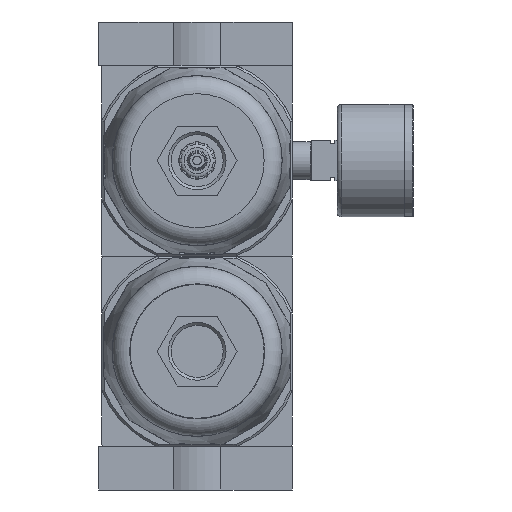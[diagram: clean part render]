
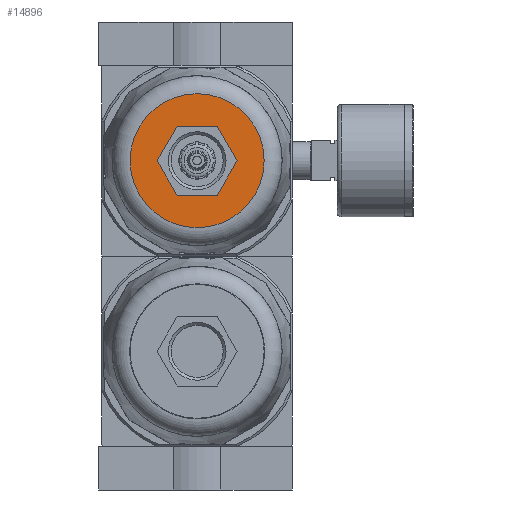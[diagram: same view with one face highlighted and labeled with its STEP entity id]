
A CAD part, front view. The second image highlights one B-rep face of the part: STEP entity #14896.
In plain terms, the highlighted planar face has unit normal (0, -1, 0).
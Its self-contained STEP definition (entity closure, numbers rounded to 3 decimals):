
#1257=CIRCLE('',#20586,23.2);
#3045=ORIENTED_EDGE('',*,*,#6809,.T.);
#3046=ORIENTED_EDGE('',*,*,#6810,.T.);
#3047=ORIENTED_EDGE('',*,*,#6811,.T.);
#3048=ORIENTED_EDGE('',*,*,#6812,.T.);
#3049=ORIENTED_EDGE('',*,*,#6813,.T.);
#3050=ORIENTED_EDGE('',*,*,#6814,.T.);
#3051=ORIENTED_EDGE('',*,*,#6815,.T.);
#6809=EDGE_CURVE('',#8773,#8773,#1257,.T.);
#6810=EDGE_CURVE('',#8774,#8775,#10097,.T.);
#6811=EDGE_CURVE('',#8775,#8776,#10098,.T.);
#6812=EDGE_CURVE('',#8776,#8777,#10099,.T.);
#6813=EDGE_CURVE('',#8777,#8778,#10100,.T.);
#6814=EDGE_CURVE('',#8778,#8779,#10101,.T.);
#6815=EDGE_CURVE('',#8779,#8774,#10102,.T.);
#8773=VERTEX_POINT('',#28036);
#8774=VERTEX_POINT('',#28038);
#8775=VERTEX_POINT('',#28039);
#8776=VERTEX_POINT('',#28041);
#8777=VERTEX_POINT('',#28043);
#8778=VERTEX_POINT('',#28045);
#8779=VERTEX_POINT('',#28047);
#10097=LINE('',#28037,#11106);
#10098=LINE('',#28040,#11107);
#10099=LINE('',#28042,#11108);
#10100=LINE('',#28044,#11109);
#10101=LINE('',#28046,#11110);
#10102=LINE('',#28048,#11111);
#11106=VECTOR('',#23210,1000.);
#11107=VECTOR('',#23211,1000.);
#11108=VECTOR('',#23212,1000.);
#11109=VECTOR('',#23213,1000.);
#11110=VECTOR('',#23214,1000.);
#11111=VECTOR('',#23215,1000.);
#12169=EDGE_LOOP('',(#3045));
#12170=EDGE_LOOP('',(#3046,#3047,#3048,#3049,#3050,#3051));
#13367=FACE_BOUND('',#12169,.T.);
#13368=FACE_BOUND('',#12170,.T.);
#14291=PLANE('',#20585);
#14896=ADVANCED_FACE('',(#13367,#13368),#14291,.F.);
#20585=AXIS2_PLACEMENT_3D('',#28034,#23206,#23207);
#20586=AXIS2_PLACEMENT_3D('',#28035,#23208,#23209);
#23206=DIRECTION('',(0.,1.,0.));
#23207=DIRECTION('',(0.,0.,1.));
#23208=DIRECTION('',(0.,-1.,0.));
#23209=DIRECTION('',(0.,0.,-1.));
#23210=DIRECTION('',(0.,0.,1.));
#23211=DIRECTION('',(0.866,0.,0.5));
#23212=DIRECTION('',(0.866,0.,-0.5));
#23213=DIRECTION('',(0.,0.,-1.));
#23214=DIRECTION('',(-0.866,0.,-0.5));
#23215=DIRECTION('',(-0.866,0.,0.5));
#28034=CARTESIAN_POINT('',(23.2,-165.,0.));
#28035=CARTESIAN_POINT('',(0.,-165.,0.));
#28036=CARTESIAN_POINT('',(0.,-165.,-23.2));
#28037=CARTESIAN_POINT('',(-12.,-165.,-6.928));
#28038=CARTESIAN_POINT('',(-12.,-165.,-6.928));
#28039=CARTESIAN_POINT('',(-12.,-165.,6.928));
#28040=CARTESIAN_POINT('',(-12.,-165.,6.928));
#28041=CARTESIAN_POINT('',(0.,-165.,13.856));
#28042=CARTESIAN_POINT('',(0.,-165.,13.856));
#28043=CARTESIAN_POINT('',(12.,-165.,6.928));
#28044=CARTESIAN_POINT('',(12.,-165.,6.928));
#28045=CARTESIAN_POINT('',(12.,-165.,-6.928));
#28046=CARTESIAN_POINT('',(12.,-165.,-6.928));
#28047=CARTESIAN_POINT('',(0.,-165.,-13.856));
#28048=CARTESIAN_POINT('',(0.,-165.,-13.856));
